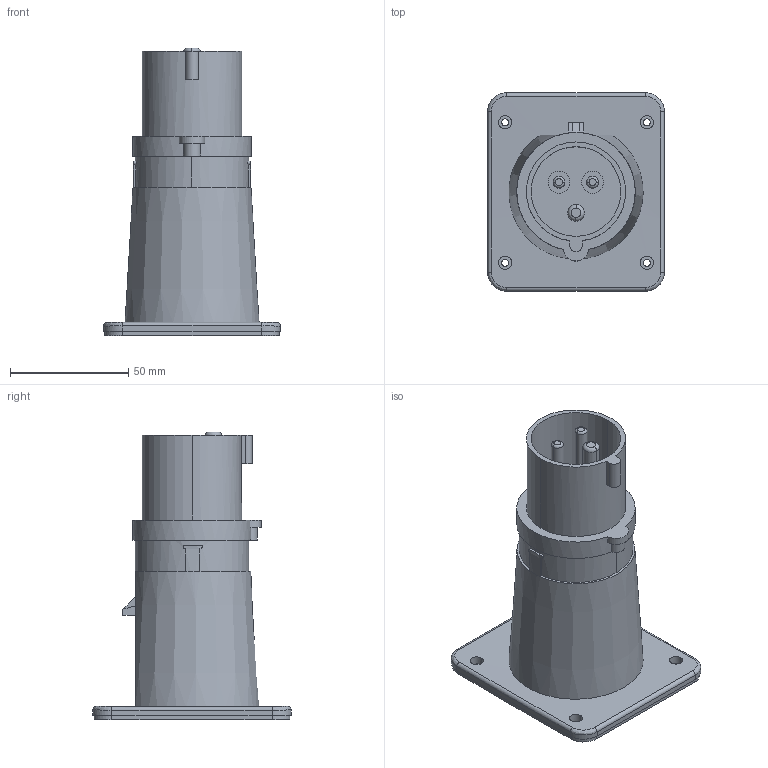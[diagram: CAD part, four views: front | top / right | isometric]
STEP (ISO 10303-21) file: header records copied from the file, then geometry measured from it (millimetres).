
FILE_DESCRIPTION((''),'2;1');
FILE_NAME('GW60204_ASM','2021-09-29T11:28:47',('User'),('Axiro Italia'),'CREO PARAMETRIC BY PTC INC, 2020354','CREO PARAMETRIC BY PTC INC, 2020354','');
FILE_SCHEMA(('CONFIG_CONTROL_DESIGN'));
Length unit declared in the file: millimetre
Products named in the file (3): GW60204_COMPONENTE_A_OR; GW60204_COMPONENTE_B_OR; GW60204_ASM
Assembly tree (2 placements, depth 2):
  GW60204_ASM
    GW60204_COMPONENTE_A_OR
    GW60204_COMPONENTE_B_OR
Bounding box: 74.82 x 84 x 122 mm (x, y, z)
Volume: 89561.9 mm3; surface area: 55577.1 mm2
Topology: 2 solids, 2 shells, 228 faces, 543 edges, 348 vertices
Faces by surface type: plane 103, cylinder 101, bspline 12, torus 10, cone 2
Entity records: 7923 total; most frequent: CARTESIAN_POINT 2505, DIRECTION 1145, ORIENTED_EDGE 1086, EDGE_CURVE 543, AXIS2_PLACEMENT_3D 458, VERTEX_POINT 348, EDGE_LOOP 267, CIRCLE 237
